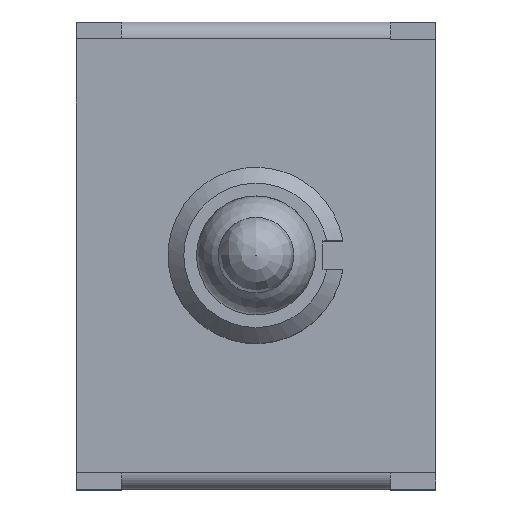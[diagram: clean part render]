
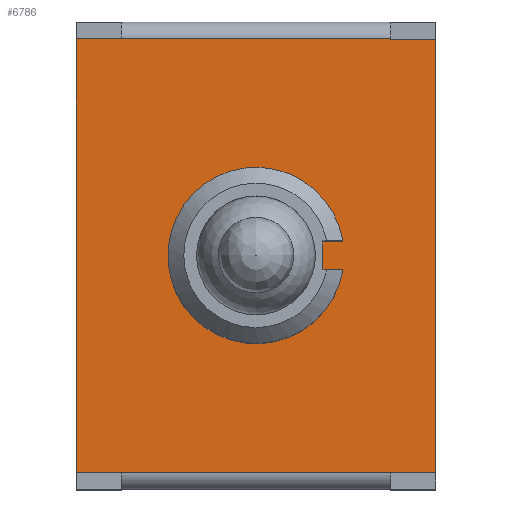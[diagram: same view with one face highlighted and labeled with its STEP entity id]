
A CAD part, top view. The second image highlights one B-rep face of the part: STEP entity #6786.
In plain terms, the highlighted planar face has unit normal (0, 0, 1).
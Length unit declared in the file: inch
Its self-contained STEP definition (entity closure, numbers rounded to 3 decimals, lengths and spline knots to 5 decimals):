
#28=FACE_BOUND('',#2658,.T.);
#443=PLANE('',#7443);
#1009=LINE('',#11110,#1722);
#1010=LINE('',#11118,#1723);
#1028=LINE('',#11155,#1741);
#1031=LINE('',#11161,#1744);
#1033=LINE('',#11164,#1746);
#1034=LINE('',#11166,#1747);
#1036=LINE('',#11170,#1749);
#1038=LINE('',#11175,#1751);
#1041=LINE('',#11179,#1754);
#1043=LINE('',#11182,#1756);
#1141=LINE('',#11402,#1854);
#1142=LINE('',#11404,#1855);
#1143=LINE('',#11406,#1856);
#1722=VECTOR('',#9091,0.3937);
#1723=VECTOR('',#9100,0.3937);
#1741=VECTOR('',#9130,0.3937);
#1744=VECTOR('',#9135,0.3937);
#1746=VECTOR('',#9139,0.3937);
#1747=VECTOR('',#9142,0.3937);
#1749=VECTOR('',#9146,0.3937);
#1751=VECTOR('',#9150,0.3937);
#1754=VECTOR('',#9155,0.3937);
#1756=VECTOR('',#9159,0.3937);
#1854=VECTOR('',#9393,0.3937);
#1855=VECTOR('',#9394,0.3937);
#1856=VECTOR('',#9395,0.3937);
#2255=FACE_OUTER_BOUND('',#2657,.T.);
#2657=EDGE_LOOP('',(#6279,#6280,#6281,#6282,#6283,#6284,#6285,#6286,#6287,
#6288));
#2658=EDGE_LOOP('',(#6289,#6290,#6291,#6292));
#2852=CIRCLE('',#7444,0.12244);
#3357=VERTEX_POINT('',#11106);
#3358=VERTEX_POINT('',#11108);
#3360=VERTEX_POINT('',#11115);
#3361=VERTEX_POINT('',#11117);
#3374=VERTEX_POINT('',#11154);
#3375=VERTEX_POINT('',#11158);
#3376=VERTEX_POINT('',#11160);
#3377=VERTEX_POINT('',#11169);
#3378=VERTEX_POINT('',#11173);
#3379=VERTEX_POINT('',#11174);
#3432=VERTEX_POINT('',#11400);
#3433=VERTEX_POINT('',#11401);
#3434=VERTEX_POINT('',#11403);
#3435=VERTEX_POINT('',#11405);
#4245=EDGE_CURVE('',#3358,#3357,#1009,.T.);
#4248=EDGE_CURVE('',#3361,#3360,#1010,.T.);
#4267=EDGE_CURVE('',#3374,#3361,#1028,.T.);
#4270=EDGE_CURVE('',#3376,#3375,#1031,.T.);
#4272=EDGE_CURVE('',#3374,#3375,#1033,.T.);
#4273=EDGE_CURVE('',#3358,#3376,#1034,.T.);
#4275=EDGE_CURVE('',#3377,#3357,#1036,.T.);
#4277=EDGE_CURVE('',#3378,#3379,#1038,.T.);
#4280=EDGE_CURVE('',#3360,#3378,#1041,.T.);
#4282=EDGE_CURVE('',#3377,#3379,#1043,.T.);
#4388=EDGE_CURVE('',#3432,#3433,#1141,.T.);
#4389=EDGE_CURVE('',#3433,#3434,#1142,.T.);
#4390=EDGE_CURVE('',#3434,#3435,#1143,.T.);
#4391=EDGE_CURVE('',#3435,#3432,#2852,.T.);
#6279=ORIENTED_EDGE('',*,*,#4275,.T.);
#6280=ORIENTED_EDGE('',*,*,#4245,.F.);
#6281=ORIENTED_EDGE('',*,*,#4273,.T.);
#6282=ORIENTED_EDGE('',*,*,#4270,.T.);
#6283=ORIENTED_EDGE('',*,*,#4272,.F.);
#6284=ORIENTED_EDGE('',*,*,#4267,.T.);
#6285=ORIENTED_EDGE('',*,*,#4248,.T.);
#6286=ORIENTED_EDGE('',*,*,#4280,.T.);
#6287=ORIENTED_EDGE('',*,*,#4277,.T.);
#6288=ORIENTED_EDGE('',*,*,#4282,.F.);
#6289=ORIENTED_EDGE('',*,*,#4388,.T.);
#6290=ORIENTED_EDGE('',*,*,#4389,.T.);
#6291=ORIENTED_EDGE('',*,*,#4390,.T.);
#6292=ORIENTED_EDGE('',*,*,#4391,.T.);
#6786=ADVANCED_FACE('',(#2255,#28),#443,.T.);
#7443=AXIS2_PLACEMENT_3D('',#11399,#9391,#9392);
#7444=AXIS2_PLACEMENT_3D('',#11407,#9396,#9397);
#9091=DIRECTION('',(-1.,0.,0.));
#9100=DIRECTION('',(-1.,0.,0.));
#9130=DIRECTION('',(0.,1.,0.));
#9135=DIRECTION('',(0.,1.,0.));
#9139=DIRECTION('',(1.,0.,0.));
#9142=DIRECTION('',(1.,0.,0.));
#9146=DIRECTION('',(0.,-1.,0.));
#9150=DIRECTION('',(0.,-1.,0.));
#9155=DIRECTION('',(-1.,0.,0.));
#9159=DIRECTION('',(-1.,0.,0.));
#9391=DIRECTION('center_axis',(0.,0.,
1.));
#9392=DIRECTION('ref_axis',(1.,0.,0.));
#9393=DIRECTION('',(-1.,0.,0.));
#9394=DIRECTION('',(0.,-1.,0.));
#9395=DIRECTION('',(1.,0.,0.));
#9396=DIRECTION('center_axis',(0.,0.,
-1.));
#9397=DIRECTION('ref_axis',(0.986,0.164,0.));
#11106=CARTESIAN_POINT('',(-0.18701,-0.30138,0.41496));
#11108=CARTESIAN_POINT('',(0.18701,-0.30138,0.41496));
#11110=CARTESIAN_POINT('',(0.,-0.30138,0.41496));
#11115=CARTESIAN_POINT('',(-0.18701,0.30138,0.41496));
#11117=CARTESIAN_POINT('',(0.18701,0.30138,0.41496));
#11118=CARTESIAN_POINT('',(0.,0.30138,0.41496));
#11154=CARTESIAN_POINT('',(0.18701,0.30098,0.41496));
#11155=CARTESIAN_POINT('',(0.18701,-0.30138,0.41496));
#11158=CARTESIAN_POINT('',(0.25,0.30098,0.41496));
#11160=CARTESIAN_POINT('',(0.25,-0.30138,0.41496));
#11161=CARTESIAN_POINT('',(0.25,0.30098,0.41496));
#11164=CARTESIAN_POINT('',(0.18701,0.30098,0.41496));
#11166=CARTESIAN_POINT('',(0.18701,-0.30138,0.41496));
#11169=CARTESIAN_POINT('',(-0.18701,-0.30098,0.41496));
#11170=CARTESIAN_POINT('',(-0.18701,-0.30138,0.41496));
#11173=CARTESIAN_POINT('',(-0.25,0.30138,0.41496));
#11174=CARTESIAN_POINT('',(-0.25,-0.30098,0.41496));
#11175=CARTESIAN_POINT('',(-0.25,-0.30098,0.41496));
#11179=CARTESIAN_POINT('',(-0.18701,0.30138,0.41496));
#11182=CARTESIAN_POINT('',(-0.18701,-0.30098,0.41496));
#11399=CARTESIAN_POINT('Origin',(0.,0.30138,
0.41496));
#11400=CARTESIAN_POINT('',(0.12078,0.02008,0.41496));
#11401=CARTESIAN_POINT('',(0.09283,0.02008,0.41496));
#11402=CARTESIAN_POINT('',(0.06039,0.02008,0.41496));
#11403=CARTESIAN_POINT('',(0.09283,-0.02008,0.41496));
#11404=CARTESIAN_POINT('',(0.09283,0.16073,0.41496));
#11405=CARTESIAN_POINT('',(0.12078,-0.02008,0.41496));
#11406=CARTESIAN_POINT('',(0.04642,-0.02008,0.41496));
#11407=CARTESIAN_POINT('Origin',(0.,0.,
0.41496));
